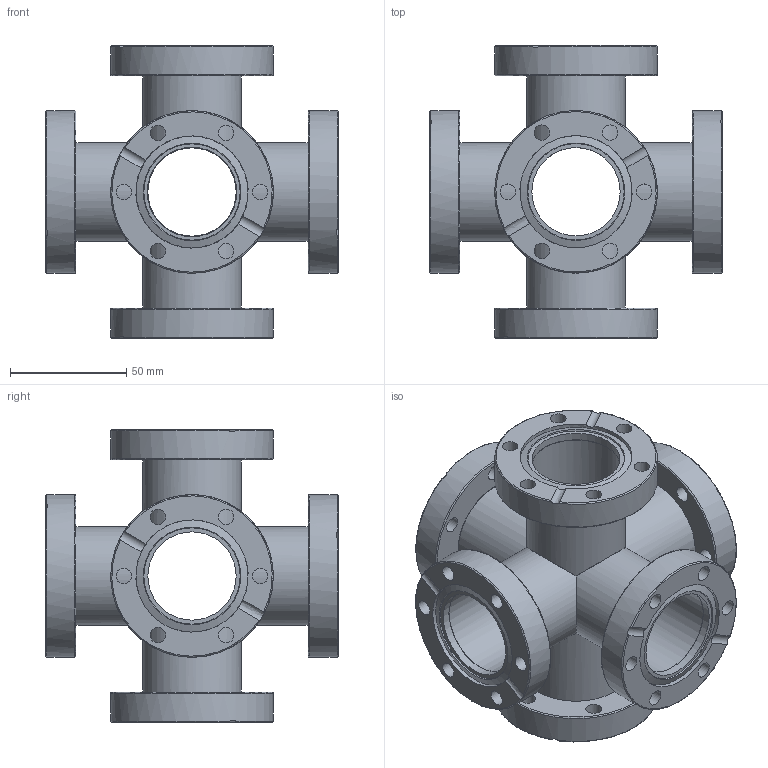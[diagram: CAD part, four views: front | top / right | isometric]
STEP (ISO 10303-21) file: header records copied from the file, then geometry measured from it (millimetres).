
FILE_DESCRIPTION((''),'2;1');
FILE_NAME('XX38RS-304.stp','2009-04-30T15:26:56',('hasers'),(''),'Autodesk Inventor 2008','Autodesk Inventor 2008','');
FILE_SCHEMA(('AUTOMOTIVE_DESIGN { 1 0 10303 214 1 1 1 1 }'));
Length unit declared in the file: millimetre
Products named in the file (10): XX38RS-304; Rohre [Subject [Summary]=2x45°][Keywords [Summary]=1.4404][Title [Summary]=42,4x2,0 (0,5m)]_1; Rohre [Subject [Summary]=2x45°][Keywords [Summary]=1.4404][Title [Summary]=42,4x2,0 (0,5m)]_2; Rohre [Subject [Summary]=2x45°][Keywords [Summary]=1.4404][Title [Summary]=42,4x2,0 (0,5m)]_3; Rohre [Subject [Summary]=2x45°][Keywords [Summary]=1.4404][Title [Summary]=42,4x2,0 (0,5m)]_4; Rohre [Subject [Summary]=2x45°][Keywords [Summary]=1.4404][Title [Summary]=42,4x2,0 (0,5m)]_5; Rohre [Subject [Summary]=2x45°][Keywords [Summary]=1.4404][Title [Summary]=42,4x2,0 (0,5m)]_6; CF-07 [Keywords [Summary]=1.4301][Company [Summary]=Vacom][Title [Summary]=F35B42]; CF-R [Subject [Summary]=-304][Title [Summary]=F35RIB42]; CF-R [Subject [Summary]=-304][Title [Summary]=F35RO]
Assembly tree (15 placements, depth 2):
  XX38RS-304
    Rohre [Subject [Summary]=2x45°][Keywords [Summary]=1.4404][Title [Summary]=42,4x2,0 (0,5m)]_1
    Rohre [Subject [Summary]=2x45°][Keywords [Summary]=1.4404][Title [Summary]=42,4x2,0 (0,5m)]_2
    Rohre [Subject [Summary]=2x45°][Keywords [Summary]=1.4404][Title [Summary]=42,4x2,0 (0,5m)]_3
    Rohre [Subject [Summary]=2x45°][Keywords [Summary]=1.4404][Title [Summary]=42,4x2,0 (0,5m)]_4
    Rohre [Subject [Summary]=2x45°][Keywords [Summary]=1.4404][Title [Summary]=42,4x2,0 (0,5m)]_5
    Rohre [Subject [Summary]=2x45°][Keywords [Summary]=1.4404][Title [Summary]=42,4x2,0 (0,5m)]_6
    CF-07 [Keywords [Summary]=1.4301][Company [Summary]=Vacom][Title [Summary]=F35B42]  x3
    CF-R [Subject [Summary]=-304][Title [Summary]=F35RIB42]  x3
    CF-R [Subject [Summary]=-304][Title [Summary]=F35RO]  x3
Bounding box: 126 x 126 x 126 mm (x, y, z)
Volume: 232543.3 mm3; surface area: 138699.1 mm2
Topology: 15 solids, 15 shells, 210 faces, 543 edges, 363 vertices
Faces by surface type: plane 60, bspline 60, cylinder 42, torus 33, cone 15
Full cylindrical faces by diameter (mm): 38 x3, 38.4 x6, 42.4 x6, 42.6 x3, 48.1 x3, 48.3 x3, 48.9 x3, 70 x6
Entity records: 3393 total; most frequent: CARTESIAN_POINT 975, DIRECTION 490, ORIENTED_EDGE 348, AXIS2_PLACEMENT_3D 229, EDGE_LOOP 184, EDGE_CURVE 174, VERTEX_POINT 138, FACE_OUTER_BOUND 98
